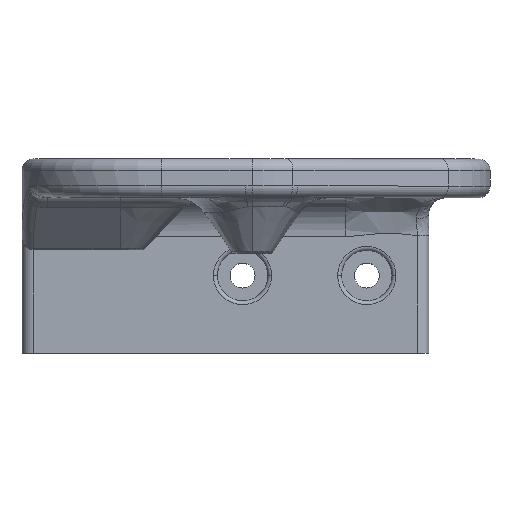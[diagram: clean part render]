
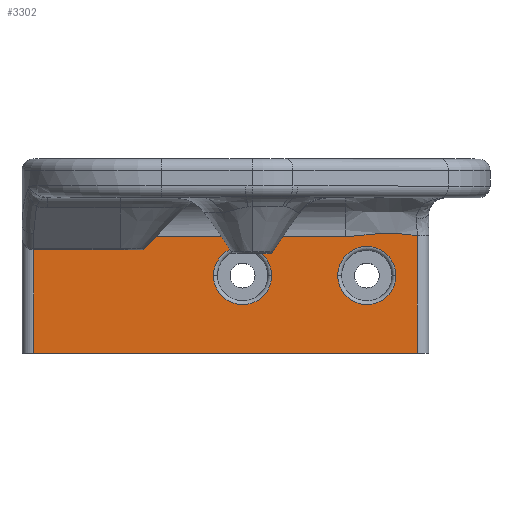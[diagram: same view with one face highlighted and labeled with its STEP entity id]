
A CAD part, top view. The second image highlights one B-rep face of the part: STEP entity #3302.
In plain terms, the highlighted planar face has unit normal (0, 0, 1).
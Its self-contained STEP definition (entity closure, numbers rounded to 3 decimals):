
#18 = CARTESIAN_POINT ( 'NONE',  ( -68.896, 3.884, 6.4 ) ) ;
#135 = DIRECTION ( 'NONE',  ( 0., 0., -1. ) ) ;
#199 = CARTESIAN_POINT ( 'NONE',  ( -89.75, -1.5, 6.4 ) ) ;
#218 = CARTESIAN_POINT ( 'NONE',  ( -82.25, -1.5, 6.4 ) ) ;
#225 = FACE_OUTER_BOUND ( 'NONE', #3036, .T. ) ;
#366 = CARTESIAN_POINT ( 'NONE',  ( -63.5, 3.642, 6.4 ) ) ;
#629 = CARTESIAN_POINT ( 'NONE',  ( -64.271, 3.734, 6.4 ) ) ;
#633 = FACE_BOUND ( 'NONE', #1486, .T. ) ;
#688 = VERTEX_POINT ( 'NONE', #1765 ) ;
#762 = CARTESIAN_POINT ( 'NONE',  ( -69.66, 3.772, 6.4 ) ) ;
#797 = B_SPLINE_CURVE_WITH_KNOTS ( 'NONE', 3,
 ( #4449, #629, #1783, #4831, #1030, #2553, #4261, #18, #762, #3462, #3489, #1566 ),
 .UNSPECIFIED., .F., .F.,
 ( 4, 2, 2, 2, 2, 4 ),
 ( 0.002, 0.004, 0.006, 0.007, 0.009, 0.011 ),
 .UNSPECIFIED. ) ;
#908 = AXIS2_PLACEMENT_3D ( 'NONE', #1599, #135, #924 ) ;
#919 = AXIS2_PLACEMENT_3D ( 'NONE', #1864, #4531, #3781 ) ;
#924 = DIRECTION ( 'NONE',  ( -1., 0., 0. ) ) ;
#1014 = FACE_BOUND ( 'NONE', #4488, .T. ) ;
#1030 = CARTESIAN_POINT ( 'NONE',  ( -66.587, 3.974, 6.4 ) ) ;
#1168 = ORIENTED_EDGE ( 'NONE', *, *, #2966, .T. ) ;
#1234 = CIRCLE ( 'NONE', #919, 3.75 ) ;
#1409 = DIRECTION ( 'NONE',  ( -1., 0., 0. ) ) ;
#1410 = EDGE_CURVE ( 'NONE', #1620, #688, #2099, .T. ) ;
#1436 = CARTESIAN_POINT ( 'NONE',  ( -63.5, 0., 6.4 ) ) ;
#1470 = EDGE_CURVE ( 'NONE', #1508, #3736, #1699, .T. ) ;
#1486 = EDGE_LOOP ( 'NONE', ( #3878, #1168 ) ) ;
#1508 = VERTEX_POINT ( 'NONE', #199 ) ;
#1515 = DIRECTION ( 'NONE',  ( 0., 1., 0. ) ) ;
#1566 = CARTESIAN_POINT ( 'NONE',  ( -72.728, 3.5, 6.4 ) ) ;
#1599 = CARTESIAN_POINT ( 'NONE',  ( -70., -1.5, 6.4 ) ) ;
#1620 = VERTEX_POINT ( 'NONE', #4183 ) ;
#1635 = DIRECTION ( 'NONE',  ( -1., 0., 0. ) ) ;
#1648 = VERTEX_POINT ( 'NONE', #366 ) ;
#1699 = CIRCLE ( 'NONE', #3055, 3.75 ) ;
#1738 = CARTESIAN_POINT ( 'NONE',  ( -78., 0., 6.4 ) ) ;
#1765 = CARTESIAN_POINT ( 'NONE',  ( -66.25, -1.5, 6.4 ) ) ;
#1783 = CARTESIAN_POINT ( 'NONE',  ( -65.039, 3.852, 6.4 ) ) ;
#1817 = LINE ( 'NONE', #1436, #2573 ) ;
#1821 = ORIENTED_EDGE ( 'NONE', *, *, #4310, .F. ) ;
#1864 = CARTESIAN_POINT ( 'NONE',  ( -70., -1.5, 6.4 ) ) ;
#2030 = EDGE_CURVE ( 'NONE', #2153, #1648, #1817, .T. ) ;
#2055 = CARTESIAN_POINT ( 'NONE',  ( -63.5, -11.5, 6.4 ) ) ;
#2099 = CIRCLE ( 'NONE', #908, 3.75 ) ;
#2153 = VERTEX_POINT ( 'NONE', #2055 ) ;
#2332 = DIRECTION ( 'NONE',  ( 0., 0., -1. ) ) ;
#2388 = ORIENTED_EDGE ( 'NONE', *, *, #3494, .T. ) ;
#2506 = VECTOR ( 'NONE', #2952, 1000. ) ;
#2553 = CARTESIAN_POINT ( 'NONE',  ( -67.359, 3.981, 6.4 ) ) ;
#2573 = VECTOR ( 'NONE', #1515, 1000. ) ;
#2734 = ORIENTED_EDGE ( 'NONE', *, *, #3855, .T. ) ;
#2759 = CARTESIAN_POINT ( 'NONE',  ( -78., -11.5, 6.4 ) ) ;
#2827 = CARTESIAN_POINT ( 'NONE',  ( -86., -1.5, 6.4 ) ) ;
#2853 = LINE ( 'NONE', #2759, #4019 ) ;
#2864 = DIRECTION ( 'NONE',  ( 0., 0., -1. ) ) ;
#2905 = CARTESIAN_POINT ( 'NONE',  ( -112.928, 0., 6.4 ) ) ;
#2952 = DIRECTION ( 'NONE',  ( 0., -1., 0. ) ) ;
#2966 = EDGE_CURVE ( 'NONE', #3736, #1508, #3217, .T. ) ;
#3036 = EDGE_LOOP ( 'NONE', ( #1821, #3988, #3870, #3524, #2734 ) ) ;
#3055 = AXIS2_PLACEMENT_3D ( 'NONE', #3638, #3614, #1409 ) ;
#3068 = CARTESIAN_POINT ( 'NONE',  ( -112.928, -11.5, 6.4 ) ) ;
#3070 = AXIS2_PLACEMENT_3D ( 'NONE', #1738, #2864, #4030 ) ;
#3078 = CARTESIAN_POINT ( 'NONE',  ( -72.728, 3.5, 6.4 ) ) ;
#3157 = DIRECTION ( 'NONE',  ( -1., 0., 0. ) ) ;
#3217 = CIRCLE ( 'NONE', #4485, 3.75 ) ;
#3302 = ADVANCED_FACE ( 'NONE', ( #633, #1014, #225 ), #4835, .F. ) ;
#3462 = CARTESIAN_POINT ( 'NONE',  ( -71.19, 3.579, 6.4 ) ) ;
#3489 = CARTESIAN_POINT ( 'NONE',  ( -71.957, 3.5, 6.4 ) ) ;
#3494 = EDGE_CURVE ( 'NONE', #688, #1620, #1234, .T. ) ;
#3524 = ORIENTED_EDGE ( 'NONE', *, *, #3640, .T. ) ;
#3532 = LINE ( 'NONE', #4356, #4820 ) ;
#3614 = DIRECTION ( 'NONE',  ( 0., 0., -1. ) ) ;
#3638 = CARTESIAN_POINT ( 'NONE',  ( -86., -1.5, 6.4 ) ) ;
#3640 = EDGE_CURVE ( 'NONE', #3835, #3675, #3532, .T. ) ;
#3652 = DIRECTION ( 'NONE',  ( -1., 0., 0. ) ) ;
#3675 = VERTEX_POINT ( 'NONE', #4331 ) ;
#3736 = VERTEX_POINT ( 'NONE', #218 ) ;
#3781 = DIRECTION ( 'NONE',  ( -1., 0., 0. ) ) ;
#3835 = VERTEX_POINT ( 'NONE', #3078 ) ;
#3855 = EDGE_CURVE ( 'NONE', #3675, #4450, #4597, .T. ) ;
#3870 = ORIENTED_EDGE ( 'NONE', *, *, #4833, .T. ) ;
#3878 = ORIENTED_EDGE ( 'NONE', *, *, #1470, .T. ) ;
#3988 = ORIENTED_EDGE ( 'NONE', *, *, #2030, .T. ) ;
#4004 = ORIENTED_EDGE ( 'NONE', *, *, #1410, .T. ) ;
#4019 = VECTOR ( 'NONE', #3157, 1000. ) ;
#4030 = DIRECTION ( 'NONE',  ( 1., 0., 0. ) ) ;
#4183 = CARTESIAN_POINT ( 'NONE',  ( -73.75, -1.5, 6.4 ) ) ;
#4261 = CARTESIAN_POINT ( 'NONE',  ( -67.744, 3.968, 6.4 ) ) ;
#4310 = EDGE_CURVE ( 'NONE', #2153, #4450, #2853, .T. ) ;
#4331 = CARTESIAN_POINT ( 'NONE',  ( -112.928, 3.5, 6.4 ) ) ;
#4356 = CARTESIAN_POINT ( 'NONE',  ( -78., 3.5, 6.4 ) ) ;
#4449 = CARTESIAN_POINT ( 'NONE',  ( -63.5, 3.642, 6.4 ) ) ;
#4450 = VERTEX_POINT ( 'NONE', #3068 ) ;
#4485 = AXIS2_PLACEMENT_3D ( 'NONE', #2827, #2332, #1635 ) ;
#4488 = EDGE_LOOP ( 'NONE', ( #4004, #2388 ) ) ;
#4531 = DIRECTION ( 'NONE',  ( 0., 0., -1. ) ) ;
#4597 = LINE ( 'NONE', #2905, #2506 ) ;
#4820 = VECTOR ( 'NONE', #3652, 1000. ) ;
#4831 = CARTESIAN_POINT ( 'NONE',  ( -66.199, 3.953, 6.4 ) ) ;
#4833 = EDGE_CURVE ( 'NONE', #1648, #3835, #797, .T. ) ;
#4835 = PLANE ( 'NONE',  #3070 ) ;
